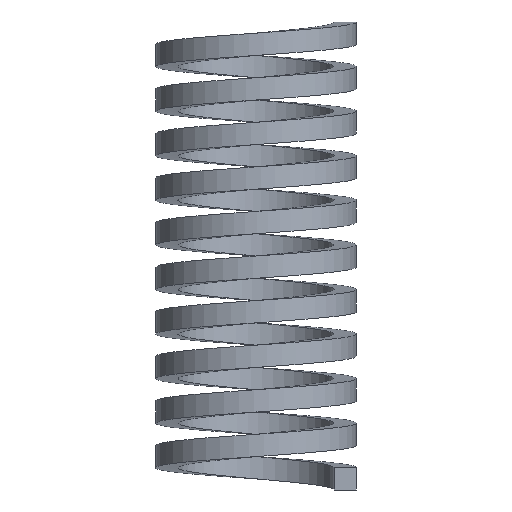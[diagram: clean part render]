
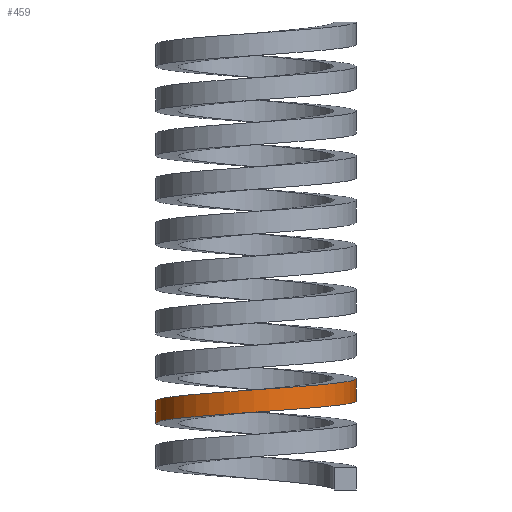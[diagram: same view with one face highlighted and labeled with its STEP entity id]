
A CAD part, front view. The second image highlights one B-rep face of the part: STEP entity #459.
In plain terms, the highlighted cylindrical face has radius 4.5 mm (diameter 9 mm), a partial arc.
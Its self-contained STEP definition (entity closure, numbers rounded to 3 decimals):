
#21=FACE_OUTER_BOUND('',#47,.T.);
#47=EDGE_LOOP('',(#299,#300,#301,#302));
#75=B_SPLINE_CURVE_WITH_KNOTS('',3,(#651,#652,#653,#654,#655,#656,#657,
#658,#659,#660),.UNSPECIFIED.,.F.,.F.,(4,1,1,1,1,1,1,4),(9.425,
9.973,10.971,11.968,12.965,13.963,
14.96,15.708),.UNSPECIFIED.);
#76=B_SPLINE_CURVE_WITH_KNOTS('',3,(#661,#662,#663,#664,#665,#666,#667,
#668,#669,#670),.UNSPECIFIED.,.F.,.F.,(4,1,1,1,1,1,1,4),(9.425,
9.973,10.971,11.968,12.965,13.963,
14.96,15.708),.UNSPECIFIED.);
#117=LINE('',#626,#145);
#118=LINE('',#650,#146);
#145=VECTOR('',#529,4.5);
#146=VECTOR('',#532,4.5);
#175=VERTEX_POINT('',#624);
#176=VERTEX_POINT('',#625);
#177=VERTEX_POINT('',#648);
#178=VERTEX_POINT('',#649);
#223=EDGE_CURVE('',#175,#176,#117,.T.);
#226=EDGE_CURVE('',#177,#178,#118,.T.);
#227=EDGE_CURVE('',#175,#177,#75,.T.);
#228=EDGE_CURVE('',#176,#178,#76,.T.);
#299=ORIENTED_EDGE('',*,*,#226,.F.);
#300=ORIENTED_EDGE('',*,*,#227,.F.);
#301=ORIENTED_EDGE('',*,*,#223,.T.);
#302=ORIENTED_EDGE('',*,*,#228,.T.);
#437=CYLINDRICAL_SURFACE('',#499,4.5);
#459=ADVANCED_FACE('',(#21),#437,.T.);
#499=AXIS2_PLACEMENT_3D('',#647,#530,#531);
#529=DIRECTION('',(0.,0.,-1.));
#530=DIRECTION('center_axis',(0.,0.,1.));
#531=DIRECTION('ref_axis',(1.,0.,0.));
#532=DIRECTION('',(0.,0.,-1.));
#624=CARTESIAN_POINT('',(5.507,10.001,3.5));
#625=CARTESIAN_POINT('',(5.507,10.001,2.5));
#626=CARTESIAN_POINT('',(5.5,10.,0.5));
#647=CARTESIAN_POINT('Origin',(10.,10.,0.5));
#648=CARTESIAN_POINT('',(5.501,9.996,5.5));
#649=CARTESIAN_POINT('',(5.501,9.996,4.5));
#650=CARTESIAN_POINT('',(5.5,10.,0.5));
#651=CARTESIAN_POINT('Ctrl Pts',(5.507,10.001,3.5));
#652=CARTESIAN_POINT('Ctrl Pts',(5.509,9.175,3.558));
#653=CARTESIAN_POINT('Ctrl Pts',(6.123,6.845,3.722));
#654=CARTESIAN_POINT('Ctrl Pts',(9.867,4.683,3.992));
#655=CARTESIAN_POINT('Ctrl Pts',(14.394,7.004,4.31));
#656=CARTESIAN_POINT('Ctrl Pts',(14.901,12.066,4.627));
#657=CARTESIAN_POINT('Ctrl Pts',(10.924,15.238,4.944));
#658=CARTESIAN_POINT('Ctrl Pts',(6.503,13.752,5.235));
#659=CARTESIAN_POINT('Ctrl Pts',(5.511,11.118,5.421));
#660=CARTESIAN_POINT('Ctrl Pts',(5.501,9.996,5.5));
#661=CARTESIAN_POINT('Ctrl Pts',(5.507,10.001,2.5));
#662=CARTESIAN_POINT('Ctrl Pts',(5.509,9.175,2.558));
#663=CARTESIAN_POINT('Ctrl Pts',(6.123,6.845,2.722));
#664=CARTESIAN_POINT('Ctrl Pts',(9.867,4.683,2.992));
#665=CARTESIAN_POINT('Ctrl Pts',(14.394,7.004,3.31));
#666=CARTESIAN_POINT('Ctrl Pts',(14.901,12.066,3.627));
#667=CARTESIAN_POINT('Ctrl Pts',(10.924,15.238,3.944));
#668=CARTESIAN_POINT('Ctrl Pts',(6.503,13.752,4.235));
#669=CARTESIAN_POINT('Ctrl Pts',(5.511,11.118,4.421));
#670=CARTESIAN_POINT('Ctrl Pts',(5.501,9.996,4.5));
